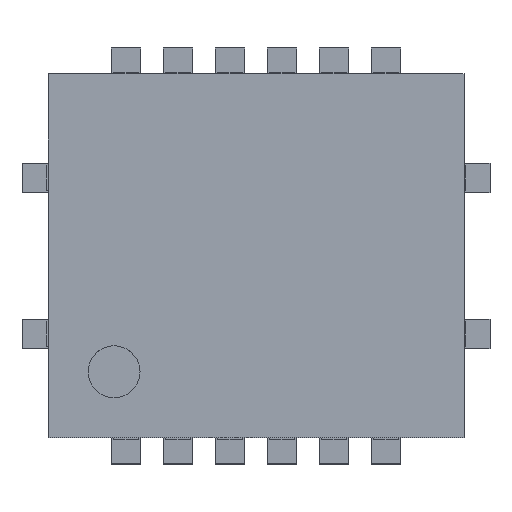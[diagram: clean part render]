
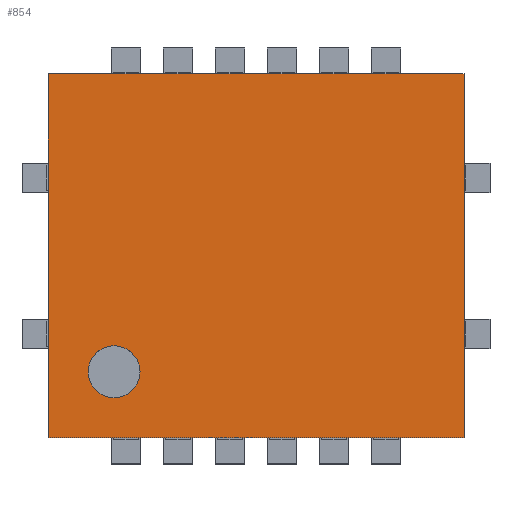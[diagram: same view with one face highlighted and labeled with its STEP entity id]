
A CAD part, top view. The second image highlights one B-rep face of the part: STEP entity #854.
In plain terms, the highlighted planar face has unit normal (0, 0, 1).
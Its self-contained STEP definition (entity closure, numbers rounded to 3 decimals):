
#854=ADVANCED_FACE('',(#1262,#1263),#1049,.T.);
#1049=PLANE('',#4403);
#1226=CIRCLE('',#4401,0.25);
#1227=CIRCLE('',#4402,0.25);
#1262=FACE_BOUND('',#1300,.T.);
#1263=FACE_BOUND('',#1301,.T.);
#1300=EDGE_LOOP('',(#1514,#1515,#1516,#1517));
#1301=EDGE_LOOP('',(#1518,#1519));
#1514=ORIENTED_EDGE('',*,*,#2906,.T.);
#1515=ORIENTED_EDGE('',*,*,#2907,.T.);
#1516=ORIENTED_EDGE('',*,*,#2908,.T.);
#1517=ORIENTED_EDGE('',*,*,#2909,.T.);
#1518=ORIENTED_EDGE('',*,*,#2910,.F.);
#1519=ORIENTED_EDGE('',*,*,#2911,.F.);
#2558=VERTEX_POINT('',#5584);
#2559=VERTEX_POINT('',#5585);
#2560=VERTEX_POINT('',#5587);
#2561=VERTEX_POINT('',#5589);
#2562=VERTEX_POINT('',#5592);
#2563=VERTEX_POINT('',#5593);
#2906=EDGE_CURVE('',#2558,#2559,#3428,.T.);
#2907=EDGE_CURVE('',#2559,#2560,#3429,.T.);
#2908=EDGE_CURVE('',#2560,#2561,#3430,.T.);
#2909=EDGE_CURVE('',#2561,#2558,#3431,.T.);
#2910=EDGE_CURVE('',#2562,#2563,#1226,.T.);
#2911=EDGE_CURVE('',#2563,#2562,#1227,.T.);
#3428=LINE('',#5583,#3914);
#3429=LINE('',#5586,#3915);
#3430=LINE('',#5588,#3916);
#3431=LINE('',#5590,#3917);
#3914=VECTOR('',#4634,1.);
#3915=VECTOR('',#4635,1.);
#3916=VECTOR('',#4636,1.);
#3917=VECTOR('',#4637,1.);
#4401=AXIS2_PLACEMENT_3D('',#5591,#4638,#4639);
#4402=AXIS2_PLACEMENT_3D('',#5594,#4640,#4641);
#4403=AXIS2_PLACEMENT_3D('',#5595,#4642,#4643);
#4634=DIRECTION('',(1.,0.,0.));
#4635=DIRECTION('',(0.,1.,0.));
#4636=DIRECTION('',(-1.,0.,0.));
#4637=DIRECTION('',(0.,-1.,0.));
#4638=DIRECTION('',(0.,0.,1.));
#4639=DIRECTION('',(-1.,0.,0.));
#4640=DIRECTION('',(0.,0.,1.));
#4641=DIRECTION('',(1.,0.,0.));
#4642=DIRECTION('',(0.,0.,1.));
#4643=DIRECTION('',(-1.,0.,0.));
#5583=CARTESIAN_POINT('',(-2.,-1.75,1.076));
#5584=CARTESIAN_POINT('',(-2.,-1.75,1.076));
#5585=CARTESIAN_POINT('',(2.,-1.75,1.076));
#5586=CARTESIAN_POINT('',(2.,-1.75,1.076));
#5587=CARTESIAN_POINT('',(2.,1.75,1.076));
#5588=CARTESIAN_POINT('',(2.,1.75,1.076));
#5589=CARTESIAN_POINT('',(-2.,1.75,1.076));
#5590=CARTESIAN_POINT('',(-2.,1.75,1.076));
#5591=CARTESIAN_POINT('',(-1.365,-1.115,1.076));
#5592=CARTESIAN_POINT('',(-1.615,-1.115,1.076));
#5593=CARTESIAN_POINT('',(-1.115,-1.115,1.076));
#5594=CARTESIAN_POINT('',(-1.365,-1.115,1.076));
#5595=CARTESIAN_POINT('',(0.,0.,1.076));
